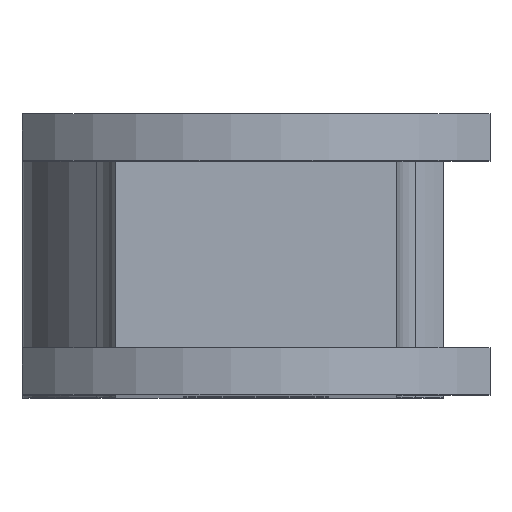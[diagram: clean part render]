
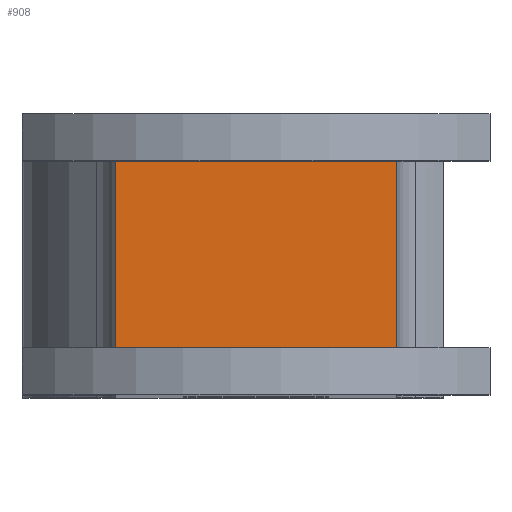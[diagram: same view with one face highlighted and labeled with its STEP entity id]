
A CAD part, top view. The second image highlights one B-rep face of the part: STEP entity #908.
In plain terms, the highlighted planar face has unit normal (0, 0, 1).
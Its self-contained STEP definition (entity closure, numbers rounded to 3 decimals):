
#41=PLANE('',#1009);
#79=FACE_OUTER_BOUND('',#127,.T.);
#127=EDGE_LOOP('',(#729,#730,#731,#732));
#193=LINE('',#1440,#273);
#204=LINE('',#1478,#284);
#211=LINE('',#1539,#291);
#214=LINE('',#1550,#294);
#273=VECTOR('',#1161,10.);
#284=VECTOR('',#1198,10.);
#291=VECTOR('',#1223,10.);
#294=VECTOR('',#1234,10.);
#408=VERTEX_POINT('',#1437);
#409=VERTEX_POINT('',#1439);
#422=VERTEX_POINT('',#1475);
#423=VERTEX_POINT('',#1477);
#515=EDGE_CURVE('',#408,#409,#193,.T.);
#534=EDGE_CURVE('',#422,#423,#204,.T.);
#548=EDGE_CURVE('',#423,#408,#211,.T.);
#554=EDGE_CURVE('',#409,#422,#214,.T.);
#729=ORIENTED_EDGE('',*,*,#534,.F.);
#730=ORIENTED_EDGE('',*,*,#554,.F.);
#731=ORIENTED_EDGE('',*,*,#515,.F.);
#732=ORIENTED_EDGE('',*,*,#548,.F.);
#908=ADVANCED_FACE('',(#79),#41,.F.);
#1009=AXIS2_PLACEMENT_3D('',#1560,#1243,#1244);
#1161=DIRECTION('',(0.,1.,0.));
#1198=DIRECTION('',(0.,-1.,0.));
#1223=DIRECTION('',(-1.,0.,0.));
#1234=DIRECTION('',(1.,0.,0.));
#1243=DIRECTION('center_axis',(0.,0.,-1.));
#1244=DIRECTION('ref_axis',(0.,1.,0.));
#1437=CARTESIAN_POINT('',(-6.,-4.,65.));
#1439=CARTESIAN_POINT('',(-6.,4.,65.));
#1440=CARTESIAN_POINT('',(-6.,-2.,65.));
#1475=CARTESIAN_POINT('',(6.,4.,65.));
#1477=CARTESIAN_POINT('',(6.,-4.,65.));
#1478=CARTESIAN_POINT('',(6.,-2.,65.));
#1539=CARTESIAN_POINT('',(0.,-4.,65.));
#1550=CARTESIAN_POINT('',(0.,4.,65.));
#1560=CARTESIAN_POINT('Origin',(0.,-4.,65.));
